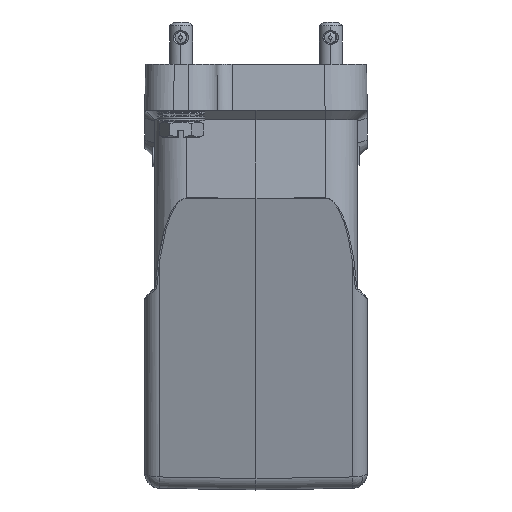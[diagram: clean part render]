
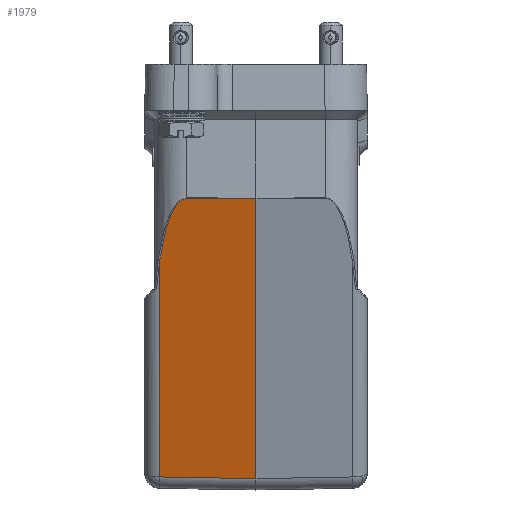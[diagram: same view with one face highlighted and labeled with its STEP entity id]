
A CAD part, left-side view. The second image highlights one B-rep face of the part: STEP entity #1979.
In plain terms, the highlighted planar face has unit normal (-0.966, 0.018, -0.259).
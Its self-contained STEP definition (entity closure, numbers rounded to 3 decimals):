
#1142=FACE_OUTER_BOUND('',#3630,.T.);
#1979=ADVANCED_FACE('NONE',(#1142),#2508,.F.);
#2508=PLANE('',#14934);
#3630=EDGE_LOOP('',(#9090,#9091,#9092,#9093,#9094));
#4666=LINE('',#30245,#5668);
#4704=LINE('',#30811,#5706);
#4705=LINE('',#30814,#5707);
#4706=LINE('',#30815,#5708);
#5668=VECTOR('',#17720,1.);
#5706=VECTOR('',#17828,1.);
#5707=VECTOR('',#17829,1.);
#5708=VECTOR('',#17830,1.);
#9090=ORIENTED_EDGE('',*,*,#13097,.F.);
#9091=ORIENTED_EDGE('',*,*,#13098,.F.);
#9092=ORIENTED_EDGE('',*,*,#13025,.F.);
#9093=ORIENTED_EDGE('',*,*,#13020,.F.);
#9094=ORIENTED_EDGE('',*,*,#13099,.F.);
#11101=VERTEX_POINT('',#30086);
#11102=VERTEX_POINT('',#30091);
#11105=VERTEX_POINT('',#30246);
#11147=VERTEX_POINT('',#30812);
#11148=VERTEX_POINT('',#30813);
#13020=EDGE_CURVE('NONE',#11102,#11101,#13883,.T.);
#13025=EDGE_CURVE('NONE',#11101,#11105,#4666,.T.);
#13097=EDGE_CURVE('NONE',#11147,#11148,#4704,.T.);
#13098=EDGE_CURVE('NONE',#11105,#11147,#4705,.T.);
#13099=EDGE_CURVE('NONE',#11148,#11102,#4706,.T.);
#13883=B_SPLINE_CURVE_WITH_KNOTS('',3,(#30092,#30093,#30094,#30095,#30096,
#30097,#30098,#30099,#30100,#30101,#30102,#30103,#30104,#30105,#30106,#30107,
#30108,#30109,#30110,#30111),.UNSPECIFIED.,.F.,.F.,(4,2,2,2,2,2,2,2,2,4),
(0.,0.25,0.5,0.625,0.75,0.813,0.875,0.938,0.969,1.),.UNSPECIFIED.);
#14934=AXIS2_PLACEMENT_3D('',#30816,#17831,#17832);
#17720=DIRECTION('',(-0.017,-1.,-0.002));
#17828=DIRECTION('',(0.013,1.,0.017));
#17829=DIRECTION('',(0.259,0.,-0.966));
#17830=DIRECTION('',(-0.259,0.,0.966));
#17831=DIRECTION('',(0.966,-0.017,0.259));
#17832=DIRECTION('',(0.259,0.,-0.966));
#30086=CARTESIAN_POINT('',(-74.668,18.048,-23.022));
#30091=CARTESIAN_POINT('',(-70.235,25.07,-39.091));
#30092=CARTESIAN_POINT('',(-70.235,25.07,-39.091));
#30093=CARTESIAN_POINT('',(-70.646,24.866,-37.573));
#30094=CARTESIAN_POINT('',(-71.055,24.619,-36.062));
#30095=CARTESIAN_POINT('',(-71.87,24.009,-33.061));
#30096=CARTESIAN_POINT('',(-72.276,23.647,-31.571));
#30097=CARTESIAN_POINT('',(-72.876,22.965,-29.377));
#30098=CARTESIAN_POINT('',(-73.075,22.714,-28.653));
#30099=CARTESIAN_POINT('',(-73.466,22.142,-27.232));
#30100=CARTESIAN_POINT('',(-73.659,21.823,-26.533));
#30101=CARTESIAN_POINT('',(-73.938,21.258,-25.531));
#30102=CARTESIAN_POINT('',(-74.029,21.054,-25.205));
#30103=CARTESIAN_POINT('',(-74.204,20.607,-24.58));
#30104=CARTESIAN_POINT('',(-74.289,20.363,-24.281));
#30105=CARTESIAN_POINT('',(-74.444,19.815,-23.739));
#30106=CARTESIAN_POINT('',(-74.515,19.511,-23.494));
#30107=CARTESIAN_POINT('',(-74.597,18.996,-23.223));
#30108=CARTESIAN_POINT('',(-74.62,18.814,-23.149));
#30109=CARTESIAN_POINT('',(-74.654,18.439,-23.048));
#30110=CARTESIAN_POINT('',(-74.665,18.244,-23.022));
#30111=CARTESIAN_POINT('',(-74.668,18.048,-23.022));
#30245=CARTESIAN_POINT('',(-74.662,18.396,-23.021));
#30246=CARTESIAN_POINT('',(-74.983,0.,-23.064));
#30811=CARTESIAN_POINT('',(-55.43,0.,-96.036));
#30812=CARTESIAN_POINT('',(-55.43,0.,-96.036));
#30813=CARTESIAN_POINT('',(-55.094,25.07,-95.598));
#30814=CARTESIAN_POINT('',(-54.636,0.,-99.));
#30815=CARTESIAN_POINT('',(-54.213,25.07,-98.887));
#30816=CARTESIAN_POINT('',(-54.636,0.,-99.));
